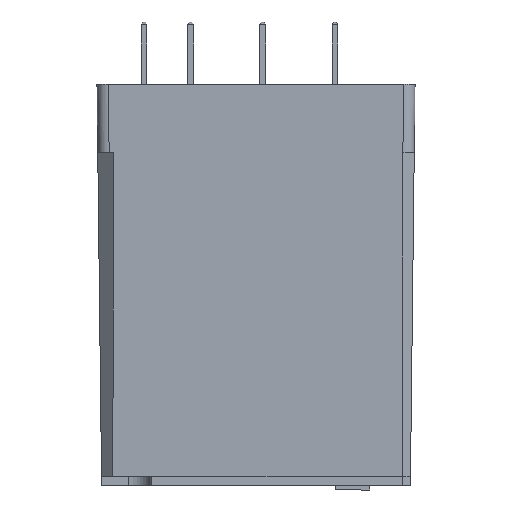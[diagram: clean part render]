
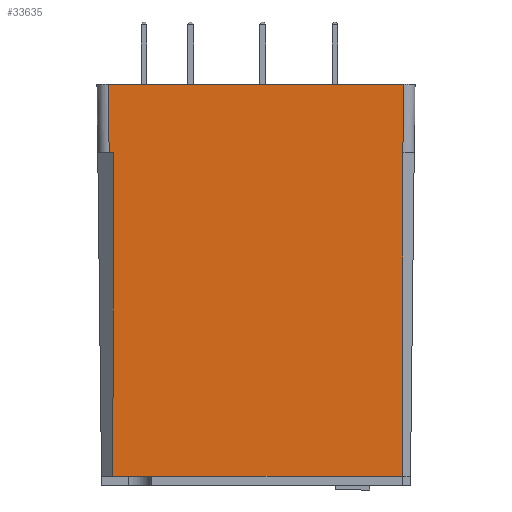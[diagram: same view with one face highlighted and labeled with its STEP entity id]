
A CAD part, left-side view. The second image highlights one B-rep face of the part: STEP entity #33635.
In plain terms, the highlighted face is planar.
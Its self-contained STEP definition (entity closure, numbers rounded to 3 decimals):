
#681 = ORIENTED_EDGE ( 'NONE', *, *, #22702, .F. ) ;
#950 = VERTEX_POINT ( 'NONE', #7638 ) ;
#2692 = ORIENTED_EDGE ( 'NONE', *, *, #33167, .T. ) ;
#2959 = VECTOR ( 'NONE', #30579, 1000. ) ;
#3370 = DIRECTION ( 'NONE',  ( -1., 0., 0. ) ) ;
#3822 = EDGE_CURVE ( 'NONE', #36006, #950, #13266, .T. ) ;
#4012 = VECTOR ( 'NONE', #22004, 1000. ) ;
#4162 = DIRECTION ( 'NONE',  ( 0., 1., 0.016 ) ) ;
#4664 = VERTEX_POINT ( 'NONE', #16847 ) ;
#4819 = CARTESIAN_POINT ( 'NONE',  ( -12.618, 0.105, -9.798 ) ) ;
#5195 = CARTESIAN_POINT ( 'NONE',  ( -12.597, 0.302, -9.795 ) ) ;
#5227 = ORIENTED_EDGE ( 'NONE', *, *, #31522, .F. ) ;
#5420 = VECTOR ( 'NONE', #16373, 1000. ) ;
#5945 = DIRECTION ( 'NONE',  ( -1., 0., 0. ) ) ;
#6507 = EDGE_CURVE ( 'NONE', #950, #32986, #34000, .T. ) ;
#6726 = ORIENTED_EDGE ( 'NONE', *, *, #31574, .F. ) ;
#7333 = EDGE_CURVE ( 'NONE', #11737, #29209, #31909, .T. ) ;
#7496 = PLANE ( 'NONE',  #10076 ) ;
#7606 = VERTEX_POINT ( 'NONE', #35402 ) ;
#7638 = CARTESIAN_POINT ( 'NONE',  ( -9.2, 0., -9.8 ) ) ;
#8255 = VECTOR ( 'NONE', #33956, 1000. ) ;
#8551 = LINE ( 'NONE', #14561, #11626 ) ;
#8685 = ORIENTED_EDGE ( 'NONE', *, *, #3822, .F. ) ;
#9783 = DIRECTION ( 'NONE',  ( -1., 0., 0. ) ) ;
#10075 = DIRECTION ( 'NONE',  ( 0., 0.016, -1. ) ) ;
#10076 = AXIS2_PLACEMENT_3D ( 'NONE', #35098, #10075, #4162 ) ;
#10708 = DIRECTION ( 'NONE',  ( 0., 1., 0.016 ) ) ;
#11051 = CARTESIAN_POINT ( 'NONE',  ( -8.4, 0., -9.8 ) ) ;
#11626 = VECTOR ( 'NONE', #3370, 1000. ) ;
#11737 = VERTEX_POINT ( 'NONE', #16168 ) ;
#12193 = LINE ( 'NONE', #11051, #2959 ) ;
#12907 = LINE ( 'NONE', #27464, #16443 ) ;
#13256 = EDGE_CURVE ( 'NONE', #29209, #33749, #17052, .T. ) ;
#13266 = LINE ( 'NONE', #35168, #16307 ) ;
#13347 = CARTESIAN_POINT ( 'NONE',  ( 12.9, -28.483, -10.254 ) ) ;
#14093 = EDGE_CURVE ( 'NONE', #32986, #7606, #21829, .T. ) ;
#14187 = CARTESIAN_POINT ( 'NONE',  ( 12.597, 0.302, -9.795 ) ) ;
#14561 = CARTESIAN_POINT ( 'NONE',  ( 12.9, -28.483, -10.254 ) ) ;
#14711 = CARTESIAN_POINT ( 'NONE',  ( -14., -34.5, -10.35 ) ) ;
#16168 = CARTESIAN_POINT ( 'NONE',  ( 12.93, -28.483, -10.254 ) ) ;
#16307 = VECTOR ( 'NONE', #9783, 1000. ) ;
#16373 = DIRECTION ( 'NONE',  ( -1., 0., 0. ) ) ;
#16443 = VECTOR ( 'NONE', #10708, 1000. ) ;
#16656 = ORIENTED_EDGE ( 'NONE', *, *, #7333, .T. ) ;
#16847 = CARTESIAN_POINT ( 'NONE',  ( 12.9, 0., -9.8 ) ) ;
#17052 = LINE ( 'NONE', #14711, #8255 ) ;
#17214 = LINE ( 'NONE', #5195, #4012 ) ;
#17466 = ORIENTED_EDGE ( 'NONE', *, *, #6507, .F. ) ;
#21829 = LINE ( 'NONE', #4819, #32227 ) ;
#22004 = DIRECTION ( 'NONE',  ( 0.012, 1., 0.016 ) ) ;
#22285 = DIRECTION ( 'NONE',  ( 0.012, -1., -0.016 ) ) ;
#22702 = EDGE_CURVE ( 'NONE', #11737, #28490, #8551, .T. ) ;
#22759 = VECTOR ( 'NONE', #22285, 1000. ) ;
#24531 = CARTESIAN_POINT ( 'NONE',  ( 0., -28.498, -10.254 ) ) ;
#25278 = CARTESIAN_POINT ( 'NONE',  ( -13.6, 0., -9.8 ) ) ;
#27348 = LINE ( 'NONE', #24531, #5420 ) ;
#27464 = CARTESIAN_POINT ( 'NONE',  ( 12.9, 0., -9.8 ) ) ;
#27676 = CARTESIAN_POINT ( 'NONE',  ( -13., -34.5, -10.35 ) ) ;
#28455 = CARTESIAN_POINT ( 'NONE',  ( -8.4, 0., -9.8 ) ) ;
#28490 = VERTEX_POINT ( 'NONE', #13347 ) ;
#29209 = VERTEX_POINT ( 'NONE', #33893 ) ;
#29266 = VERTEX_POINT ( 'NONE', #31453 ) ;
#29776 = ORIENTED_EDGE ( 'NONE', *, *, #13256, .T. ) ;
#30579 = DIRECTION ( 'NONE',  ( -1., 0., 0. ) ) ;
#30608 = ORIENTED_EDGE ( 'NONE', *, *, #35751, .F. ) ;
#31453 = CARTESIAN_POINT ( 'NONE',  ( -12.931, -28.498, -10.254 ) ) ;
#31522 = EDGE_CURVE ( 'NONE', #28490, #4664, #12907, .T. ) ;
#31574 = EDGE_CURVE ( 'NONE', #7606, #29266, #27348, .T. ) ;
#31909 = LINE ( 'NONE', #14187, #22759 ) ;
#32105 = ORIENTED_EDGE ( 'NONE', *, *, #14093, .F. ) ;
#32227 = VECTOR ( 'NONE', #35863, 1000. ) ;
#32986 = VERTEX_POINT ( 'NONE', #34784 ) ;
#33148 = VECTOR ( 'NONE', #5945, 1000. ) ;
#33167 = EDGE_CURVE ( 'NONE', #33749, #29266, #17214, .T. ) ;
#33526 = EDGE_LOOP ( 'NONE', ( #29776, #2692, #6726, #32105, #17466, #8685, #30608, #5227, #681, #16656 ) ) ;
#33635 = ADVANCED_FACE ( 'NONE', ( #33722 ), #7496, .T. ) ;
#33722 = FACE_OUTER_BOUND ( 'NONE', #33526, .T. ) ;
#33749 = VERTEX_POINT ( 'NONE', #27676 ) ;
#33893 = CARTESIAN_POINT ( 'NONE',  ( 13., -34.5, -10.35 ) ) ;
#33956 = DIRECTION ( 'NONE',  ( -1., 0., 0. ) ) ;
#34000 = LINE ( 'NONE', #25278, #33148 ) ;
#34784 = CARTESIAN_POINT ( 'NONE',  ( -12.617, 0., -9.8 ) ) ;
#35098 = CARTESIAN_POINT ( 'NONE',  ( 0., 0.156, -9.798 ) ) ;
#35168 = CARTESIAN_POINT ( 'NONE',  ( -13.6, 0., -9.8 ) ) ;
#35402 = CARTESIAN_POINT ( 'NONE',  ( -12.501, -28.498, -10.254 ) ) ;
#35751 = EDGE_CURVE ( 'NONE', #4664, #36006, #12193, .T. ) ;
#35863 = DIRECTION ( 'NONE',  ( 0.004, -1., -0.016 ) ) ;
#36006 = VERTEX_POINT ( 'NONE', #28455 ) ;
